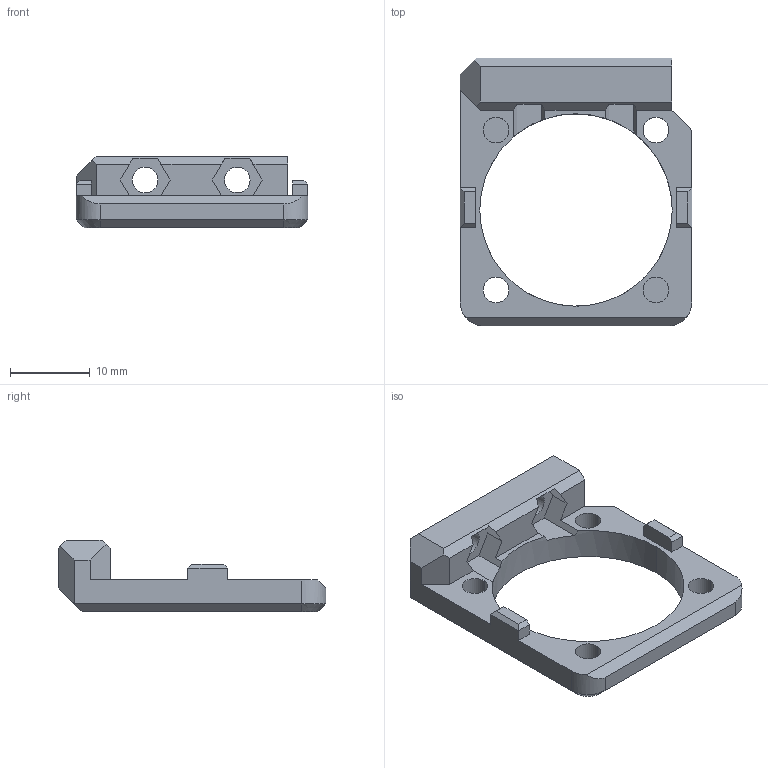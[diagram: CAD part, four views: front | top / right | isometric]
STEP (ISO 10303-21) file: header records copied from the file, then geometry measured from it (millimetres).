
FILE_DESCRIPTION (( 'STEP AP203' ), '1' );
FILE_NAME ('FAN-25x7-MountingBracket.STEP', '2022-04-21T14:32:05', ( 'Cyborg' ), ( '' ), 'SwSTEP 2.0', 'SolidWorks 2019', '' );
FILE_SCHEMA (( 'CONFIG_CONTROL_DESIGN' ));
Length unit declared in the file: millimetre
Products named in the file (1): FAN-25x7-MountingBracket
Bounding box: 29 x 33.5 x 9 mm (x, y, z)
Volume: 2271.2 mm3; surface area: 2236.9 mm2
Topology: 1 solids, 1 shells, 86 faces, 239 edges, 156 vertices
Faces by surface type: plane 68, cylinder 16, cone 2
Entity records: 2822 total; most frequent: CARTESIAN_POINT 500, ORIENTED_EDGE 478, DIRECTION 449, EDGE_CURVE 239, LINE 191, VECTOR 191, VERTEX_POINT 156, AXIS2_PLACEMENT_3D 129
